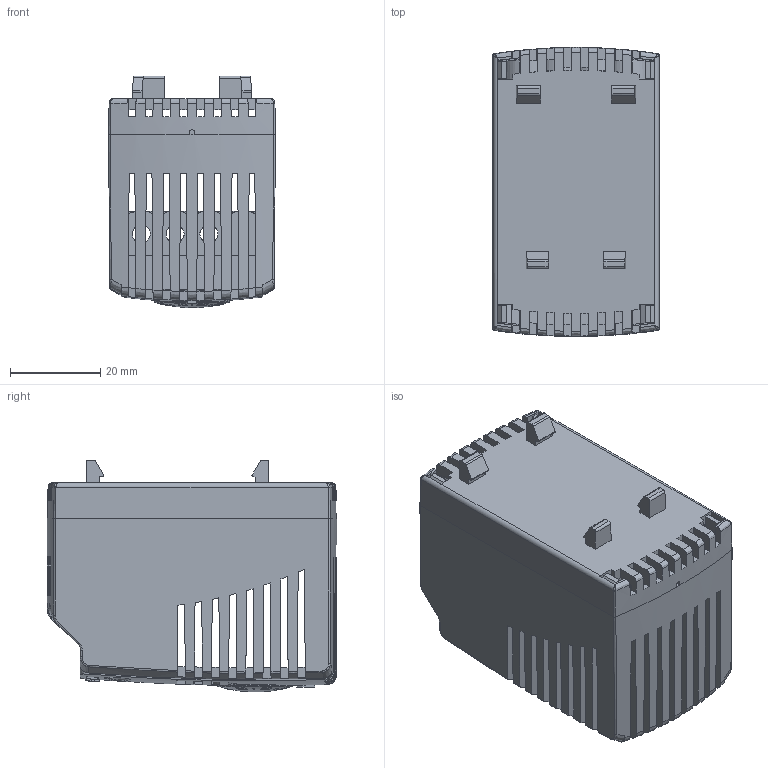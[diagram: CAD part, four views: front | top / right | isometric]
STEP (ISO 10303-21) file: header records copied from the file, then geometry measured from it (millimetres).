
FILE_DESCRIPTION (( 'STEP AP214' ), '1' );
FILE_NAME ('3150-0030-02-30.STEP', '2021-12-08T09:48:00', ( '' ), ( '' ), 'SwSTEP 2.0', 'SolidWorks 2019', '' );
FILE_SCHEMA (( 'AUTOMOTIVE_DESIGN' ));
Length unit declared in the file: millimetre
Products named in the file (1): 3150-0030-02-30
Bounding box: 37 x 64.07 x 51.38 mm (x, y, z)
Volume: 23877.3 mm3; surface area: 27360.1 mm2
Topology: 2 solids, 2 shells, 951 faces, 2907 edges, 1894 vertices
Faces by surface type: plane 417, bspline 329, cylinder 126, cone 79
Entity records: 66307 total; most frequent: CARTESIAN_POINT 43635, ORIENTED_EDGE 5806, DIRECTION 2963, EDGE_CURVE 2903, VERTEX_POINT 1894, B_SPLINE_CURVE_WITH_KNOTS 1281, LINE 1181, VECTOR 1181
